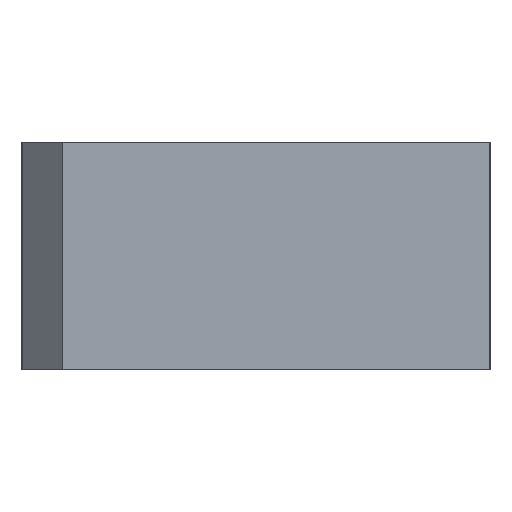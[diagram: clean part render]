
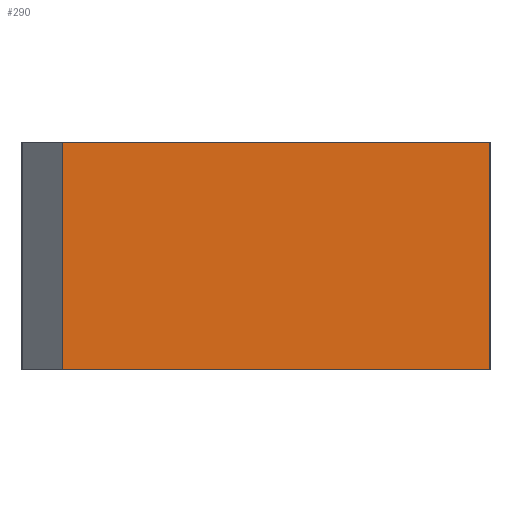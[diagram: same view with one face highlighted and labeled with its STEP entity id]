
A CAD part, left-side view. The second image highlights one B-rep face of the part: STEP entity #290.
In plain terms, the highlighted planar face has unit normal (-1, 0, 0).
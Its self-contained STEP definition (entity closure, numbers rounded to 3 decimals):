
#290 = ADVANCED_FACE ( 'NONE', ( #2067 ), #2066, .F. ) ;
#291 = EDGE_LOOP ( 'NONE', ( #343, #347, #350, #353 ) ) ;
#343 = ORIENTED_EDGE ( 'NONE', *, *, #344, .T. ) ;
#344 = EDGE_CURVE ( 'NONE', #345, #346, #2218, .T. ) ;
#345 = VERTEX_POINT ( 'NONE', #2214 ) ;
#346 = VERTEX_POINT ( 'NONE', #2213 ) ;
#347 = ORIENTED_EDGE ( 'NONE', *, *, #348, .F. ) ;
#348 = EDGE_CURVE ( 'NONE', #349, #346, #2212, .T. ) ;
#349 = VERTEX_POINT ( 'NONE', #2208 ) ;
#350 = ORIENTED_EDGE ( 'NONE', *, *, #351, .F. ) ;
#351 = EDGE_CURVE ( 'NONE', #352, #349, #2207, .T. ) ;
#352 = VERTEX_POINT ( 'NONE', #2203 ) ;
#353 = ORIENTED_EDGE ( 'NONE', *, *, #354, .T. ) ;
#354 = EDGE_CURVE ( 'NONE', #352, #345, #2202, .T. ) ;
#2062 = DIRECTION ( 'NONE',  ( 0., 0., -1. ) ) ;
#2063 = DIRECTION ( 'NONE',  ( 1., 0., 0. ) ) ;
#2064 = CARTESIAN_POINT ( 'NONE',  ( 0., 0., 8.5 ) ) ;
#2065 = AXIS2_PLACEMENT_3D ( 'NONE', #2064, #2063, #2062 ) ;
#2066 = PLANE ( 'NONE',  #2065 ) ;
#2067 = FACE_OUTER_BOUND ( 'NONE', #291, .T. ) ;
#2199 = DIRECTION ( 'NONE',  ( 0., 0., -1. ) ) ;
#2200 = VECTOR ( 'NONE', #2199, 1000. ) ;
#2201 = CARTESIAN_POINT ( 'NONE',  ( 0., 32., 8.5 ) ) ;
#2202 = LINE ( 'NONE', #2201, #2200 ) ;
#2203 = CARTESIAN_POINT ( 'NONE',  ( 0., 32., 8.5 ) ) ;
#2204 = DIRECTION ( 'NONE',  ( 0., -1., 0. ) ) ;
#2205 = VECTOR ( 'NONE', #2204, 1000. ) ;
#2206 = CARTESIAN_POINT ( 'NONE',  ( 0., 0., 8.5 ) ) ;
#2207 = LINE ( 'NONE', #2206, #2205 ) ;
#2208 = CARTESIAN_POINT ( 'NONE',  ( 0., 0., 8.5 ) ) ;
#2209 = DIRECTION ( 'NONE',  ( 0., 0., -1. ) ) ;
#2210 = VECTOR ( 'NONE', #2209, 1000. ) ;
#2211 = CARTESIAN_POINT ( 'NONE',  ( 0., 0., 8.5 ) ) ;
#2212 = LINE ( 'NONE', #2211, #2210 ) ;
#2213 = CARTESIAN_POINT ( 'NONE',  ( 0., 0., -8.5 ) ) ;
#2214 = CARTESIAN_POINT ( 'NONE',  ( 0., 32., -8.5 ) ) ;
#2215 = DIRECTION ( 'NONE',  ( 0., -1., 0. ) ) ;
#2216 = VECTOR ( 'NONE', #2215, 1000. ) ;
#2217 = CARTESIAN_POINT ( 'NONE',  ( 0., 0., -8.5 ) ) ;
#2218 = LINE ( 'NONE', #2217, #2216 ) ;
